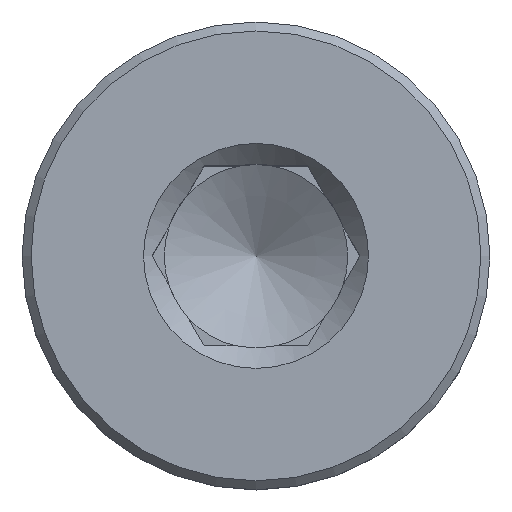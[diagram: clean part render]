
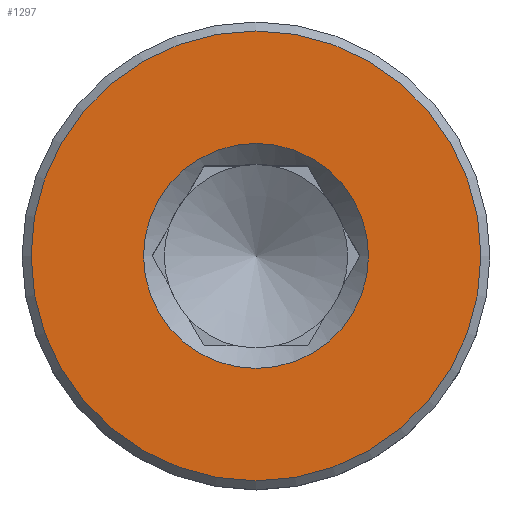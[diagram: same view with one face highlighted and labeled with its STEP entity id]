
A CAD part, top view. The second image highlights one B-rep face of the part: STEP entity #1297.
In plain terms, the highlighted planar face has unit normal (0, 0, 1).
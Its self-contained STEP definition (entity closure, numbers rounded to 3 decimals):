
#1069=CARTESIAN_POINT('',(6.25,0.,19.0));
#1070=VERTEX_POINT('',#1069);
#1071=CARTESIAN_POINT('',(0.0,0.0,19.0));
#1072=DIRECTION('',(0.0,0.0,-1.0));
#1073=DIRECTION('',(-1.0,0.0,0.0));
#1074=AXIS2_PLACEMENT_3D('',#1071,#1072,#1073);
#1075=CIRCLE('',#1074,6.25);
#1076=EDGE_CURVE('',#1070,#1070,#1075,.T.);
#1243=CARTESIAN_POINT('',(12.5,0.,19.0));
#1244=VERTEX_POINT('',#1243);
#1245=CARTESIAN_POINT('',(0.0,0.0,19.0));
#1246=DIRECTION('',(0.0,0.0,-1.0));
#1247=DIRECTION('',(-1.0,0.0,0.0));
#1248=AXIS2_PLACEMENT_3D('',#1245,#1246,#1247);
#1249=CIRCLE('',#1248,12.5);
#1250=EDGE_CURVE('',#1244,#1244,#1249,.T.);
#1286=CARTESIAN_POINT('',(0.0,0.0,19.0));
#1287=DIRECTION('',(0.0,0.0,-1.0));
#1288=DIRECTION('',(-1.0,0.0,0.0));
#1289=AXIS2_PLACEMENT_3D('',#1286,#1287,#1288);
#1290=PLANE('',#1289);
#1291=ORIENTED_EDGE('',*,*,#1250,.F.);
#1292=EDGE_LOOP('',(#1291));
#1293=FACE_OUTER_BOUND('',#1292,.T.);
#1294=ORIENTED_EDGE('',*,*,#1076,.T.);
#1295=EDGE_LOOP('',(#1294));
#1296=FACE_BOUND('',#1295,.T.);
#1297=ADVANCED_FACE('',(#1293,#1296),#1290,.F.);
